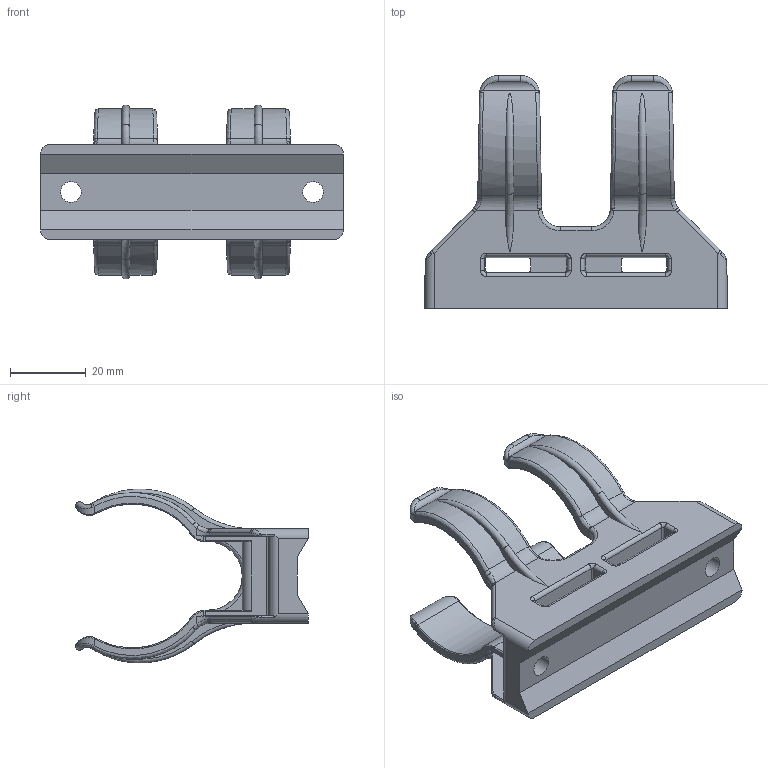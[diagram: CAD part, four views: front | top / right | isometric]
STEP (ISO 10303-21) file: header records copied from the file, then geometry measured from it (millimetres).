
FILE_DESCRIPTION((''),'2;1');
FILE_NAME('035430','2020-12-11T16:53:38',('teru'),(''),'CREO PARAMETRIC BY PTC INC, 2017380','CREO PARAMETRIC BY PTC INC, 2017380','');
FILE_SCHEMA(('CONFIG_CONTROL_DESIGN'));
Length unit declared in the file: millimetre
Products named in the file (1): 035430
Bounding box: 80 x 61.5 x 45.95 mm (x, y, z)
Volume: 33678.3 mm3; surface area: 18084.1 mm2
Topology: 1 solids, 1 shells, 356 faces, 884 edges, 530 vertices
Faces by surface type: cylinder 134, bspline 112, plane 74, torus 36
Entity records: 17792 total; most frequent: CARTESIAN_POINT 10172, ORIENTED_EDGE 1768, DIRECTION 1352, EDGE_CURVE 884, VERTEX_POINT 530, AXIS2_PLACEMENT_3D 524, EDGE_LOOP 364, FACE_OUTER_BOUND 356
